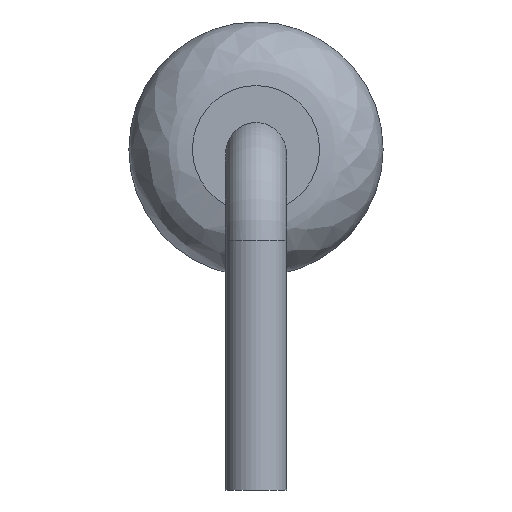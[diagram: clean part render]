
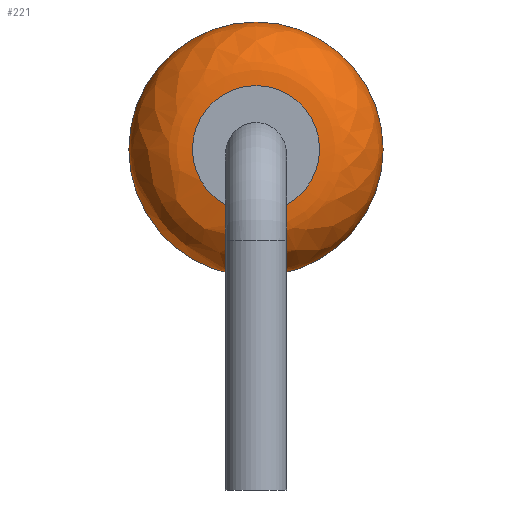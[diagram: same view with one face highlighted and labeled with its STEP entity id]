
A CAD part, left-side view. The second image highlights one B-rep face of the part: STEP entity #221.
In plain terms, the highlighted free-form (B-spline) face has degree [2, 2] with [3, 9] control points.
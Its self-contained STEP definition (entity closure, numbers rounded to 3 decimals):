
#24=(
BOUNDED_SURFACE()
B_SPLINE_SURFACE(2,2,((#368,#369,#370,#371,#372,#373,#374,#375,#376),(#377,
#378,#379,#380,#381,#382,#383,#384,#385),(#386,#387,#388,#389,#390,#391,
#392,#393,#394)),.UNSPECIFIED.,.F.,.T.,.F.)
B_SPLINE_SURFACE_WITH_KNOTS((3,3),(3,2,2,2,3),(0.,1.571),
(-3.142,-1.571,0.,1.571,3.142),
 .UNSPECIFIED.)
GEOMETRIC_REPRESENTATION_ITEM()
RATIONAL_B_SPLINE_SURFACE(((1.,0.707,1.,0.707,1.,
0.707,1.,0.707,1.),(0.707,0.5,
0.707,0.5,0.707,0.5,
0.707,0.5,0.707),(1.,0.707,
1.,0.707,1.,0.707,1.,0.707,1.)))
REPRESENTATION_ITEM('')
SURFACE()
);
#54=FACE_OUTER_BOUND('',#69,.T.);
#69=EDGE_LOOP('',(#161,#162,#163,#164,#165));
#87=CIRCLE('',#252,1.25);
#88=CIRCLE('',#253,1.25);
#90=CIRCLE('',#255,0.625);
#91=CIRCLE('',#256,0.625);
#107=VERTEX_POINT('',#361);
#108=VERTEX_POINT('',#362);
#110=VERTEX_POINT('',#395);
#127=EDGE_CURVE('',#107,#108,#87,.T.);
#128=EDGE_CURVE('',#108,#107,#88,.T.);
#131=EDGE_CURVE('',#108,#110,#90,.T.);
#132=EDGE_CURVE('',#110,#110,#91,.T.);
#161=ORIENTED_EDGE('',*,*,#127,.F.);
#162=ORIENTED_EDGE('',*,*,#128,.F.);
#163=ORIENTED_EDGE('',*,*,#131,.T.);
#164=ORIENTED_EDGE('',*,*,#132,.T.);
#165=ORIENTED_EDGE('',*,*,#131,.F.);
#221=ADVANCED_FACE('',(#54),#24,.F.);
#252=AXIS2_PLACEMENT_3D('',#363,#292,#293);
#253=AXIS2_PLACEMENT_3D('',#364,#294,#295);
#255=AXIS2_PLACEMENT_3D('',#396,#299,#300);
#256=AXIS2_PLACEMENT_3D('',#397,#301,#302);
#292=DIRECTION('center_axis',(1.,0.,0.));
#293=DIRECTION('ref_axis',(0.,1.,0.));
#294=DIRECTION('center_axis',(1.,0.,0.));
#295=DIRECTION('ref_axis',(0.,1.,0.));
#299=DIRECTION('center_axis',(0.,1.,0.));
#300=DIRECTION('ref_axis',(0.,0.,
-1.));
#301=DIRECTION('center_axis',(1.,0.,0.));
#302=DIRECTION('ref_axis',(0.,1.,0.));
#361=CARTESIAN_POINT('',(1.225,-1.25,1.25));
#362=CARTESIAN_POINT('',(1.225,0.,0.));
#363=CARTESIAN_POINT('Origin',(1.225,0.,1.25));
#364=CARTESIAN_POINT('Origin',(1.225,0.,1.25));
#368=CARTESIAN_POINT('Ctrl Pts',(1.225,0.,0.));
#369=CARTESIAN_POINT('Ctrl Pts',(1.225,-1.25,0.));
#370=CARTESIAN_POINT('Ctrl Pts',(1.225,-1.25,1.25));
#371=CARTESIAN_POINT('Ctrl Pts',(1.225,-1.25,2.5));
#372=CARTESIAN_POINT('Ctrl Pts',(1.225,0.,2.5));
#373=CARTESIAN_POINT('Ctrl Pts',(1.225,1.25,2.5));
#374=CARTESIAN_POINT('Ctrl Pts',(1.225,1.25,1.25));
#375=CARTESIAN_POINT('Ctrl Pts',(1.225,1.25,0.));
#376=CARTESIAN_POINT('Ctrl Pts',(1.225,0.,0.));
#377=CARTESIAN_POINT('Ctrl Pts',(0.6,0.,
0.));
#378=CARTESIAN_POINT('Ctrl Pts',(0.6,-1.25,0.));
#379=CARTESIAN_POINT('Ctrl Pts',(0.6,-1.25,1.25));
#380=CARTESIAN_POINT('Ctrl Pts',(0.6,-1.25,2.5));
#381=CARTESIAN_POINT('Ctrl Pts',(0.6,0.,
2.5));
#382=CARTESIAN_POINT('Ctrl Pts',(0.6,1.25,2.5));
#383=CARTESIAN_POINT('Ctrl Pts',(0.6,1.25,1.25));
#384=CARTESIAN_POINT('Ctrl Pts',(0.6,1.25,0.));
#385=CARTESIAN_POINT('Ctrl Pts',(0.6,0.,
0.));
#386=CARTESIAN_POINT('Ctrl Pts',(0.6,0.,0.625));
#387=CARTESIAN_POINT('Ctrl Pts',(0.6,-0.625,0.625));
#388=CARTESIAN_POINT('Ctrl Pts',(0.6,-0.625,1.25));
#389=CARTESIAN_POINT('Ctrl Pts',(0.6,-0.625,1.875));
#390=CARTESIAN_POINT('Ctrl Pts',(0.6,0.,1.875));
#391=CARTESIAN_POINT('Ctrl Pts',(0.6,0.625,1.875));
#392=CARTESIAN_POINT('Ctrl Pts',(0.6,0.625,1.25));
#393=CARTESIAN_POINT('Ctrl Pts',(0.6,0.625,0.625));
#394=CARTESIAN_POINT('Ctrl Pts',(0.6,0.,0.625));
#395=CARTESIAN_POINT('',(0.6,0.,0.625));
#396=CARTESIAN_POINT('Origin',(1.225,0.,0.625));
#397=CARTESIAN_POINT('Origin',(0.6,0.,1.25));
